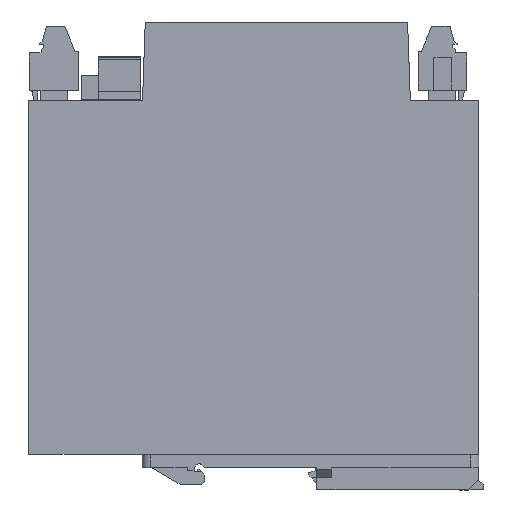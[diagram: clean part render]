
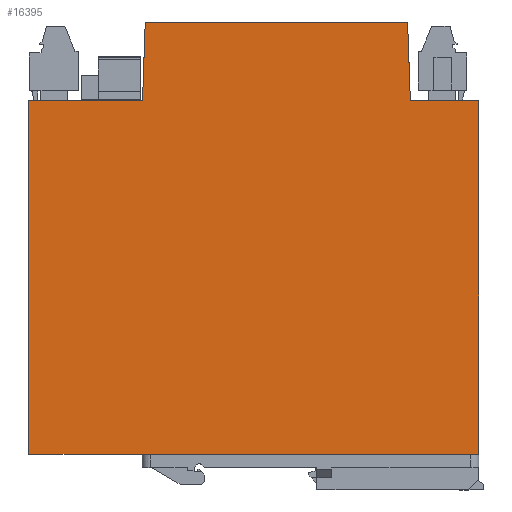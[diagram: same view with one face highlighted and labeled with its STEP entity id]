
A CAD part, left-side view. The second image highlights one B-rep face of the part: STEP entity #16395.
In plain terms, the highlighted planar face has unit normal (-1, 0, 0).
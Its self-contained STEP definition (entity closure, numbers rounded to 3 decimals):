
#16369=AXIS2_PLACEMENT_3D('Plane Axis2P3D',#16366,#16367,#16368) ;
#14527=CARTESIAN_POINT('Vertex',(0.,97.593,135.2)) ;
#14534=CARTESIAN_POINT('Vertex',(0.,97.593,135.1)) ;
#14537=CARTESIAN_POINT('Line Origine',(0.,97.593,135.15)) ;
#14980=CARTESIAN_POINT('Vertex',(0.,1.2,10.3)) ;
#14985=CARTESIAN_POINT('Line Origine',(0.,66.2,10.3)) ;
#14989=CARTESIAN_POINT('Vertex',(0.,131.2,10.3)) ;
#15021=CARTESIAN_POINT('Vertex',(0.,1.2,112.5)) ;
#15026=CARTESIAN_POINT('Line Origine',(0.,1.2,61.4)) ;
#15229=CARTESIAN_POINT('Vertex',(0.,21.014,112.5)) ;
#15234=CARTESIAN_POINT('Line Origine',(0.,11.107,112.5)) ;
#15269=CARTESIAN_POINT('Line Origine',(0.,21.411,123.85)) ;
#15273=CARTESIAN_POINT('Vertex',(0.,21.807,135.2)) ;
#15325=CARTESIAN_POINT('Line Origine',(0.,59.7,135.2)) ;
#15405=CARTESIAN_POINT('Vertex',(0.,97.597,135.1)) ;
#15408=CARTESIAN_POINT('Line Origine',(0.,97.595,135.1)) ;
#16163=CARTESIAN_POINT('Line Origine',(0.,131.2,61.4)) ;
#16167=CARTESIAN_POINT('Vertex',(0.,131.2,112.5)) ;
#16366=CARTESIAN_POINT('Axis2P3D Location',(0.,1.2,-0.2)) ;
#16371=CARTESIAN_POINT('Line Origine',(0.,97.991,123.8)) ;
#16375=CARTESIAN_POINT('Vertex',(0.,98.386,112.5)) ;
#16378=CARTESIAN_POINT('Line Origine',(0.,114.793,112.5)) ;
#14538=DIRECTION('Vector Direction',(0.,0.,1.)) ;
#14986=DIRECTION('Vector Direction',(0.,1.,0.)) ;
#15027=DIRECTION('Vector Direction',(0.,0.,1.)) ;
#15235=DIRECTION('Vector Direction',(0.,1.,0.)) ;
#15270=DIRECTION('Vector Direction',(0.,0.035,0.999)) ;
#15326=DIRECTION('Vector Direction',(0.,-1.,0.)) ;
#15409=DIRECTION('Vector Direction',(0.052,-0.999,0.)) ;
#16164=DIRECTION('Vector Direction',(0.,0.,-1.)) ;
#16367=DIRECTION('Axis2P3D Direction',(1.,0.,0.)) ;
#16368=DIRECTION('Axis2P3D XDirection',(0.,1.,0.)) ;
#16372=DIRECTION('Vector Direction',(0.,0.035,-0.999)) ;
#16379=DIRECTION('Vector Direction',(0.,1.,0.)) ;
#14539=VECTOR('Line Direction',#14538,1.) ;
#14987=VECTOR('Line Direction',#14986,1.) ;
#15028=VECTOR('Line Direction',#15027,1.) ;
#15236=VECTOR('Line Direction',#15235,1.) ;
#15271=VECTOR('Line Direction',#15270,1.) ;
#15327=VECTOR('Line Direction',#15326,1.) ;
#15410=VECTOR('Line Direction',#15409,1.) ;
#16165=VECTOR('Line Direction',#16164,1.) ;
#16373=VECTOR('Line Direction',#16372,1.) ;
#16380=VECTOR('Line Direction',#16379,1.) ;
#16384=ORIENTED_EDGE('',*,*,#16377,.T.) ;
#16385=ORIENTED_EDGE('',*,*,#16382,.F.) ;
#16386=ORIENTED_EDGE('',*,*,#16169,.F.) ;
#16387=ORIENTED_EDGE('',*,*,#14991,.F.) ;
#16388=ORIENTED_EDGE('',*,*,#15030,.F.) ;
#16389=ORIENTED_EDGE('',*,*,#15238,.F.) ;
#16390=ORIENTED_EDGE('',*,*,#15275,.T.) ;
#16391=ORIENTED_EDGE('',*,*,#15329,.F.) ;
#16392=ORIENTED_EDGE('',*,*,#14541,.T.) ;
#16393=ORIENTED_EDGE('',*,*,#15412,.F.) ;
#16395=ADVANCED_FACE('STROMVERSORGUNG',(#16394),#16370,.F.) ;
#14541=EDGE_CURVE('',#14528,#14535,#14540,.F.) ;
#14991=EDGE_CURVE('',#14981,#14990,#14988,.T.) ;
#15030=EDGE_CURVE('',#15022,#14981,#15029,.F.) ;
#15238=EDGE_CURVE('',#15230,#15022,#15237,.F.) ;
#15275=EDGE_CURVE('',#15230,#15274,#15272,.T.) ;
#15329=EDGE_CURVE('',#14528,#15274,#15328,.T.) ;
#15412=EDGE_CURVE('',#15406,#14535,#15411,.T.) ;
#16169=EDGE_CURVE('',#14990,#16168,#16166,.F.) ;
#16377=EDGE_CURVE('',#15406,#16376,#16374,.T.) ;
#16382=EDGE_CURVE('',#16168,#16376,#16381,.F.) ;
#16383=EDGE_LOOP('',(#16384,#16385,#16386,#16387,#16388,#16389,#16390,#16391,#16392,#16393)) ;
#16394=FACE_OUTER_BOUND('',#16383,.T.) ;
#14540=LINE('Line',#14537,#14539) ;
#14988=LINE('Line',#14985,#14987) ;
#15029=LINE('Line',#15026,#15028) ;
#15237=LINE('Line',#15234,#15236) ;
#15272=LINE('Line',#15269,#15271) ;
#15328=LINE('Line',#15325,#15327) ;
#15411=LINE('Line',#15408,#15410) ;
#16166=LINE('Line',#16163,#16165) ;
#16374=LINE('Line',#16371,#16373) ;
#16381=LINE('Line',#16378,#16380) ;
#16370=PLANE('',#16369) ;
#14528=VERTEX_POINT('',#14527) ;
#14535=VERTEX_POINT('',#14534) ;
#14981=VERTEX_POINT('',#14980) ;
#14990=VERTEX_POINT('',#14989) ;
#15022=VERTEX_POINT('',#15021) ;
#15230=VERTEX_POINT('',#15229) ;
#15274=VERTEX_POINT('',#15273) ;
#15406=VERTEX_POINT('',#15405) ;
#16168=VERTEX_POINT('',#16167) ;
#16376=VERTEX_POINT('',#16375) ;
